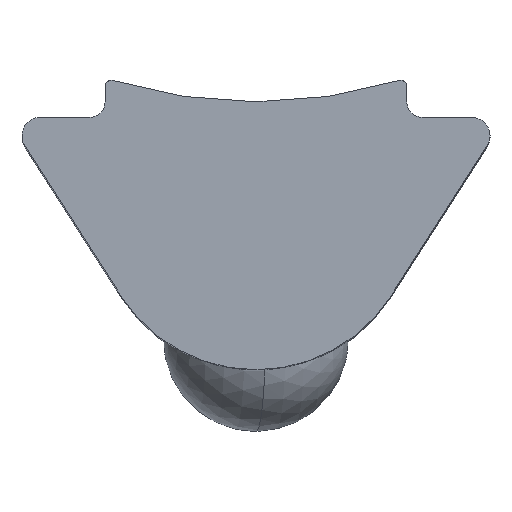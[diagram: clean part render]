
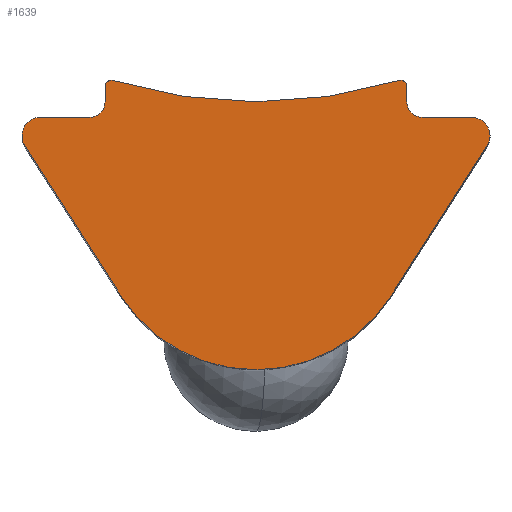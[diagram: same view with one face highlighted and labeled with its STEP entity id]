
A CAD part, top view. The second image highlights one B-rep face of the part: STEP entity #1639.
In plain terms, the highlighted planar face has unit normal (0, 0, 1).
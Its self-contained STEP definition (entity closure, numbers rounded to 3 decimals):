
#3 = CIRCLE ( 'NONE', #2454, 0.25 ) ;
#8 = DIRECTION ( 'NONE',  ( -1., 0., 0. ) ) ;
#26 = VERTEX_POINT ( 'NONE', #1339 ) ;
#42 = DIRECTION ( 'NONE',  ( 0., 0., -1. ) ) ;
#58 = CARTESIAN_POINT ( 'NONE',  ( -2.189, -3.502, 0. ) ) ;
#61 = VERTEX_POINT ( 'NONE', #2049 ) ;
#75 = AXIS2_PLACEMENT_3D ( 'NONE', #2917, #2699, #998 ) ;
#125 = EDGE_CURVE ( 'NONE', #1828, #2304, #974, .T. ) ;
#166 = VERTEX_POINT ( 'NONE', #1434 ) ;
#167 = EDGE_CURVE ( 'NONE', #61, #26, #2097, .T. ) ;
#226 = CARTESIAN_POINT ( 'NONE',  ( 0., -2.1, 0. ) ) ;
#250 = CARTESIAN_POINT ( 'NONE',  ( 0., -2.1, 0. ) ) ;
#281 = ORIENTED_EDGE ( 'NONE', *, *, #2937, .T. ) ;
#301 = CARTESIAN_POINT ( 'NONE',  ( -2.321, -0.004, 0. ) ) ;
#303 = CARTESIAN_POINT ( 'NONE',  ( -3.753, -1.062, 0. ) ) ;
#305 = VERTEX_POINT ( 'NONE', #2087 ) ;
#315 = EDGE_CURVE ( 'NONE', #1042, #837, #521, .T. ) ;
#318 = DIRECTION ( 'NONE',  ( -1., 0., 0. ) ) ;
#321 = DIRECTION ( 'NONE',  ( 0.539, -0.842, 0. ) ) ;
#331 = CIRCLE ( 'NONE', #2224, 0.3 ) ;
#338 = ORIENTED_EDGE ( 'NONE', *, *, #2285, .T. ) ;
#351 = ORIENTED_EDGE ( 'NONE', *, *, #530, .T. ) ;
#383 = ORIENTED_EDGE ( 'NONE', *, *, #315, .T. ) ;
#384 = DIRECTION ( 'NONE',  ( 0., 0., 1. ) ) ;
#436 = CARTESIAN_POINT ( 'NONE',  ( -2.45, -0.1, 0. ) ) ;
#474 = DIRECTION ( 'NONE',  ( 1., 0., 0. ) ) ;
#479 = CARTESIAN_POINT ( 'NONE',  ( -2.7, -0.35, 0. ) ) ;
#510 = EDGE_CURVE ( 'NONE', #837, #2507, #774, .T. ) ;
#521 = CIRCLE ( 'NONE', #1476, 0.1 ) ;
#530 = EDGE_CURVE ( 'NONE', #2946, #305, #1427, .T. ) ;
#555 = LINE ( 'NONE', #2400, #2317 ) ;
#557 = VERTEX_POINT ( 'NONE', #1962 ) ;
#588 = EDGE_CURVE ( 'NONE', #166, #1408, #1074, .T. ) ;
#617 = ORIENTED_EDGE ( 'NONE', *, *, #510, .T. ) ;
#642 = EDGE_CURVE ( 'NONE', #2304, #2946, #1559, .T. ) ;
#682 = CARTESIAN_POINT ( 'NONE',  ( 2.321, -0.004, 0. ) ) ;
#695 = DIRECTION ( 'NONE',  ( 0., 0., 1. ) ) ;
#757 = CARTESIAN_POINT ( 'NONE',  ( 3.5, -0.6, 0. ) ) ;
#761 = CARTESIAN_POINT ( 'NONE',  ( 0., 7.652, 0. ) ) ;
#772 = DIRECTION ( 'NONE',  ( 0., 1., 0. ) ) ;
#774 = CIRCLE ( 'NONE', #2166, 8. ) ;
#822 = VECTOR ( 'NONE', #8, 1000. ) ;
#837 = VERTEX_POINT ( 'NONE', #682 ) ;
#840 = DIRECTION ( 'NONE',  ( 0.539, 0.842, 0. ) ) ;
#888 = VERTEX_POINT ( 'NONE', #436 ) ;
#934 = CIRCLE ( 'NONE', #2021, 0.1 ) ;
#953 = LINE ( 'NONE', #2842, #1627 ) ;
#969 = ORIENTED_EDGE ( 'NONE', *, *, #1083, .T. ) ;
#974 = CIRCLE ( 'NONE', #2164, 2.6 ) ;
#998 = DIRECTION ( 'NONE',  ( 1., 0., 0. ) ) ;
#1023 = CARTESIAN_POINT ( 'NONE',  ( -3.5, -0.9, 0. ) ) ;
#1026 = AXIS2_PLACEMENT_3D ( 'NONE', #2232, #1045, #2637 ) ;
#1042 = VERTEX_POINT ( 'NONE', #1665 ) ;
#1045 = DIRECTION ( 'NONE',  ( 0., 0., -1. ) ) ;
#1057 = VERTEX_POINT ( 'NONE', #303 ) ;
#1074 = CIRCLE ( 'NONE', #1026, 0.25 ) ;
#1083 = EDGE_CURVE ( 'NONE', #1408, #1042, #555, .T. ) ;
#1102 = EDGE_LOOP ( 'NONE', ( #1813, #1530, #351, #1358, #281, #2202, #969, #383, #617, #1687, #338, #3007, #1370, #2418, #2450 ) ) ;
#1174 = CARTESIAN_POINT ( 'NONE',  ( 2.35, -0.1, 0. ) ) ;
#1181 = AXIS2_PLACEMENT_3D ( 'NONE', #250, #2879, #474 ) ;
#1189 = EDGE_CURVE ( 'NONE', #26, #1057, #2623, .T. ) ;
#1199 = DIRECTION ( 'NONE',  ( 1., 0., 0. ) ) ;
#1200 = DIRECTION ( 'NONE',  ( 1., 0., 0. ) ) ;
#1218 = VERTEX_POINT ( 'NONE', #757 ) ;
#1219 = DIRECTION ( 'NONE',  ( 1., 0., 0. ) ) ;
#1285 = VECTOR ( 'NONE', #321, 1000. ) ;
#1299 = LINE ( 'NONE', #2716, #2299 ) ;
#1320 = EDGE_CURVE ( 'NONE', #2507, #888, #934, .T. ) ;
#1339 = CARTESIAN_POINT ( 'NONE',  ( -3.5, -0.6, 0. ) ) ;
#1354 = CARTESIAN_POINT ( 'NONE',  ( 2.189, -3.502, 0. ) ) ;
#1358 = ORIENTED_EDGE ( 'NONE', *, *, #2206, .T. ) ;
#1370 = ORIENTED_EDGE ( 'NONE', *, *, #167, .T. ) ;
#1408 = VERTEX_POINT ( 'NONE', #2956 ) ;
#1427 = CIRCLE ( 'NONE', #75, 0.3 ) ;
#1434 = CARTESIAN_POINT ( 'NONE',  ( 2.7, -0.6, 0. ) ) ;
#1476 = AXIS2_PLACEMENT_3D ( 'NONE', #1174, #2121, #3079 ) ;
#1496 = DIRECTION ( 'NONE',  ( 0., 0., -1. ) ) ;
#1516 = CARTESIAN_POINT ( 'NONE',  ( -2.189, -3.502, 0. ) ) ;
#1529 = AXIS2_PLACEMENT_3D ( 'NONE', #1023, #2660, #1975 ) ;
#1530 = ORIENTED_EDGE ( 'NONE', *, *, #642, .T. ) ;
#1559 = LINE ( 'NONE', #2748, #1921 ) ;
#1586 = DIRECTION ( 'NONE',  ( 0., 0., 1. ) ) ;
#1627 = VECTOR ( 'NONE', #3056, 1000. ) ;
#1639 = ADVANCED_FACE ( 'NONE', ( #2673 ), #2140, .T. ) ;
#1665 = CARTESIAN_POINT ( 'NONE',  ( 2.45, -0.1, 0. ) ) ;
#1687 = ORIENTED_EDGE ( 'NONE', *, *, #1320, .T. ) ;
#1813 = ORIENTED_EDGE ( 'NONE', *, *, #125, .T. ) ;
#1822 = LINE ( 'NONE', #1516, #1285 ) ;
#1828 = VERTEX_POINT ( 'NONE', #58 ) ;
#1872 = CARTESIAN_POINT ( 'NONE',  ( -3.5, -0.6, 0. ) ) ;
#1921 = VECTOR ( 'NONE', #840, 1000. ) ;
#1962 = CARTESIAN_POINT ( 'NONE',  ( -2.45, -0.35, 0. ) ) ;
#1975 = DIRECTION ( 'NONE',  ( -1., 0., 0. ) ) ;
#2021 = AXIS2_PLACEMENT_3D ( 'NONE', #2742, #1586, #318 ) ;
#2049 = CARTESIAN_POINT ( 'NONE',  ( -2.7, -0.6, 0. ) ) ;
#2087 = CARTESIAN_POINT ( 'NONE',  ( 3.8, -0.9, 0. ) ) ;
#2097 = LINE ( 'NONE', #1872, #822 ) ;
#2121 = DIRECTION ( 'NONE',  ( 0., 0., 1. ) ) ;
#2140 = PLANE ( 'NONE',  #1181 ) ;
#2164 = AXIS2_PLACEMENT_3D ( 'NONE', #226, #695, #1199 ) ;
#2166 = AXIS2_PLACEMENT_3D ( 'NONE', #761, #42, #1219 ) ;
#2196 = CARTESIAN_POINT ( 'NONE',  ( 3.753, -1.062, 0. ) ) ;
#2202 = ORIENTED_EDGE ( 'NONE', *, *, #588, .T. ) ;
#2206 = EDGE_CURVE ( 'NONE', #305, #1218, #331, .T. ) ;
#2224 = AXIS2_PLACEMENT_3D ( 'NONE', #2480, #384, #2975 ) ;
#2232 = CARTESIAN_POINT ( 'NONE',  ( 2.7, -0.35, 0. ) ) ;
#2244 = DIRECTION ( 'NONE',  ( -1., 0., 0. ) ) ;
#2250 = EDGE_CURVE ( 'NONE', #1057, #1828, #1822, .T. ) ;
#2285 = EDGE_CURVE ( 'NONE', #888, #557, #953, .T. ) ;
#2299 = VECTOR ( 'NONE', #2244, 1000. ) ;
#2304 = VERTEX_POINT ( 'NONE', #1354 ) ;
#2317 = VECTOR ( 'NONE', #772, 1000. ) ;
#2400 = CARTESIAN_POINT ( 'NONE',  ( 2.45, -0.1, 0. ) ) ;
#2418 = ORIENTED_EDGE ( 'NONE', *, *, #1189, .T. ) ;
#2450 = ORIENTED_EDGE ( 'NONE', *, *, #2250, .T. ) ;
#2454 = AXIS2_PLACEMENT_3D ( 'NONE', #479, #1496, #1200 ) ;
#2480 = CARTESIAN_POINT ( 'NONE',  ( 3.5, -0.9, 0. ) ) ;
#2507 = VERTEX_POINT ( 'NONE', #301 ) ;
#2623 = CIRCLE ( 'NONE', #1529, 0.3 ) ;
#2637 = DIRECTION ( 'NONE',  ( -1., 0., 0. ) ) ;
#2660 = DIRECTION ( 'NONE',  ( 0., 0., 1. ) ) ;
#2673 = FACE_OUTER_BOUND ( 'NONE', #1102, .T. ) ;
#2699 = DIRECTION ( 'NONE',  ( 0., 0., 1. ) ) ;
#2716 = CARTESIAN_POINT ( 'NONE',  ( 3.5, -0.6, 0. ) ) ;
#2742 = CARTESIAN_POINT ( 'NONE',  ( -2.35, -0.1, 0. ) ) ;
#2748 = CARTESIAN_POINT ( 'NONE',  ( 2.189, -3.502, 0. ) ) ;
#2807 = EDGE_CURVE ( 'NONE', #557, #61, #3, .T. ) ;
#2842 = CARTESIAN_POINT ( 'NONE',  ( -2.45, -0.1, 0. ) ) ;
#2879 = DIRECTION ( 'NONE',  ( 0., 0., 1. ) ) ;
#2917 = CARTESIAN_POINT ( 'NONE',  ( 3.5, -0.9, 0. ) ) ;
#2937 = EDGE_CURVE ( 'NONE', #1218, #166, #1299, .T. ) ;
#2946 = VERTEX_POINT ( 'NONE', #2196 ) ;
#2956 = CARTESIAN_POINT ( 'NONE',  ( 2.45, -0.35, 0. ) ) ;
#2975 = DIRECTION ( 'NONE',  ( 1., 0., 0. ) ) ;
#3007 = ORIENTED_EDGE ( 'NONE', *, *, #2807, .T. ) ;
#3056 = DIRECTION ( 'NONE',  ( 0., -1., 0. ) ) ;
#3079 = DIRECTION ( 'NONE',  ( 1., 0., 0. ) ) ;
